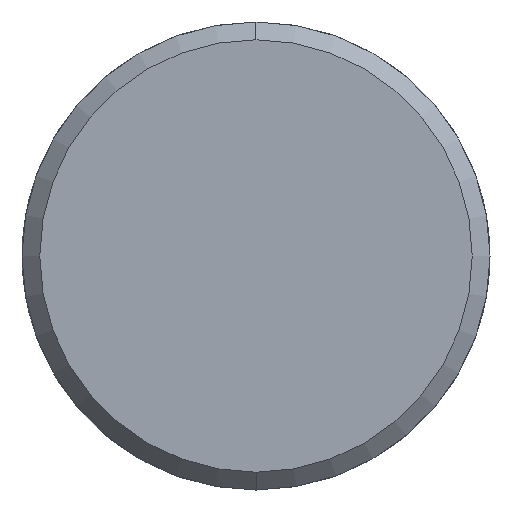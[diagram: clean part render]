
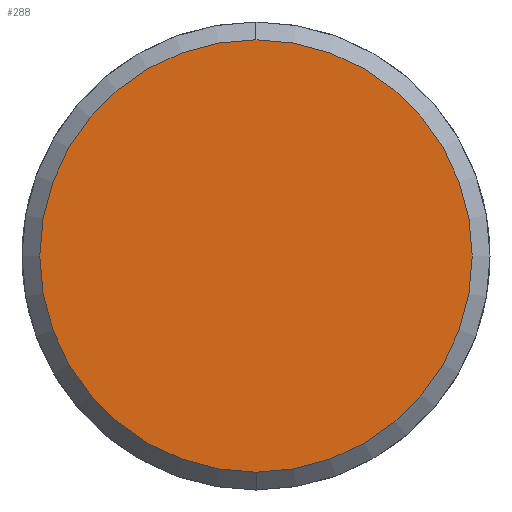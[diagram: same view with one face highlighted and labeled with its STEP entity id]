
A CAD part, left-side view. The second image highlights one B-rep face of the part: STEP entity #288.
In plain terms, the highlighted planar face has unit normal (-1, 0, 0).
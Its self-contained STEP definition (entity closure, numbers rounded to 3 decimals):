
#1 = EDGE_CURVE ( 'NONE', #70, #248, #179, .T. ) ;
#2 = ORIENTED_EDGE ( 'NONE', *, *, #1, .T. ) ;
#70 = VERTEX_POINT ( 'NONE', #258 ) ;
#161 = FACE_OUTER_BOUND ( 'NONE', #458, .T. ) ;
#176 = EDGE_CURVE ( 'NONE', #248, #70, #207, .T. ) ;
#179 = CIRCLE ( 'NONE', #619, 6.075 ) ;
#207 = CIRCLE ( 'NONE', #266, 6.075 ) ;
#248 = VERTEX_POINT ( 'NONE', #594 ) ;
#258 = CARTESIAN_POINT ( 'NONE',  ( 0., 0., -6.075 ) ) ;
#266 = AXIS2_PLACEMENT_3D ( 'NONE', #374, #482, #532 ) ;
#288 = ADVANCED_FACE ( 'NONE', ( #161 ), #335, .F. ) ;
#329 = DIRECTION ( 'NONE',  ( 0., 0., -1. ) ) ;
#335 = PLANE ( 'NONE',  #405 ) ;
#374 = CARTESIAN_POINT ( 'NONE',  ( 0., 0., 0. ) ) ;
#380 = CARTESIAN_POINT ( 'NONE',  ( 0., 0., 0. ) ) ;
#405 = AXIS2_PLACEMENT_3D ( 'NONE', #380, #492, #329 ) ;
#414 = ORIENTED_EDGE ( 'NONE', *, *, #176, .T. ) ;
#458 = EDGE_LOOP ( 'NONE', ( #2, #414 ) ) ;
#466 = DIRECTION ( 'NONE',  ( -1., 0., 0. ) ) ;
#482 = DIRECTION ( 'NONE',  ( -1., 0., 0. ) ) ;
#492 = DIRECTION ( 'NONE',  ( 1., 0., 0. ) ) ;
#532 = DIRECTION ( 'NONE',  ( 0., 0., 1. ) ) ;
#569 = CARTESIAN_POINT ( 'NONE',  ( 0., 0., 0. ) ) ;
#594 = CARTESIAN_POINT ( 'NONE',  ( 0., 0., 6.075 ) ) ;
#619 = AXIS2_PLACEMENT_3D ( 'NONE', #569, #466, #673 ) ;
#673 = DIRECTION ( 'NONE',  ( 0., 0., 1. ) ) ;
